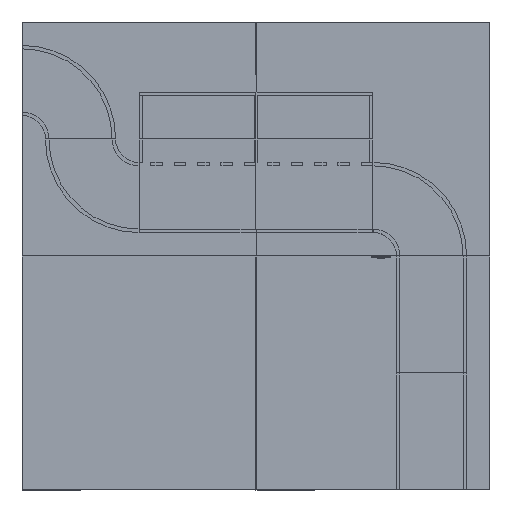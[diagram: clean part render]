
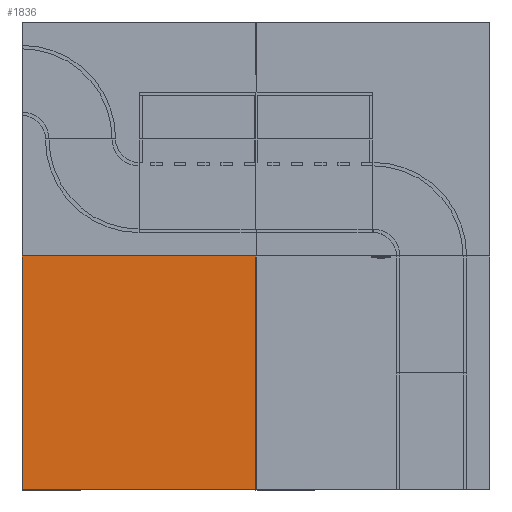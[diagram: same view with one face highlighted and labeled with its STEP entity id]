
A CAD part, top view. The second image highlights one B-rep face of the part: STEP entity #1836.
In plain terms, the highlighted planar face has unit normal (0, 0, 1).
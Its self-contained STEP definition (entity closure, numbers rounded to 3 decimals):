
#346=FACE_OUTER_BOUND('',#451,.T.);
#451=EDGE_LOOP('',(#1321,#1322,#1323,#1324));
#555=LINE('',#3049,#751);
#558=LINE('',#3055,#754);
#561=LINE('',#3061,#757);
#564=LINE('',#3065,#760);
#751=VECTOR('',#2455,10.);
#754=VECTOR('',#2460,10.);
#757=VECTOR('',#2465,10.);
#760=VECTOR('',#2470,10.);
#947=VERTEX_POINT('',#3046);
#948=VERTEX_POINT('',#3048);
#950=VERTEX_POINT('',#3054);
#952=VERTEX_POINT('',#3060);
#1091=EDGE_CURVE('',#948,#947,#555,.T.);
#1094=EDGE_CURVE('',#950,#948,#558,.T.);
#1097=EDGE_CURVE('',#952,#950,#561,.T.);
#1100=EDGE_CURVE('',#947,#952,#564,.T.);
#1321=ORIENTED_EDGE('',*,*,#1100,.T.);
#1322=ORIENTED_EDGE('',*,*,#1097,.T.);
#1323=ORIENTED_EDGE('',*,*,#1094,.T.);
#1324=ORIENTED_EDGE('',*,*,#1091,.T.);
#1741=PLANE('',#2253);
#1836=ADVANCED_FACE('',(#346),#1741,.T.);
#2253=AXIS2_PLACEMENT_3D('',#3066,#2471,#2472);
#2455=DIRECTION('',(1.,0.,0.));
#2460=DIRECTION('',(0.,-1.,0.));
#2465=DIRECTION('',(-1.,0.,0.));
#2470=DIRECTION('',(0.,1.,0.));
#2471=DIRECTION('center_axis',(0.,0.,1.));
#2472=DIRECTION('ref_axis',(1.,0.,0.));
#3046=CARTESIAN_POINT('',(1000.,0.,10.));
#3048=CARTESIAN_POINT('',(0.,0.,10.));
#3049=CARTESIAN_POINT('',(1000.,0.,10.));
#3054=CARTESIAN_POINT('',(0.,1000.,10.));
#3055=CARTESIAN_POINT('',(0.,0.,10.));
#3060=CARTESIAN_POINT('',(1000.,1000.,10.));
#3061=CARTESIAN_POINT('',(0.,1000.,10.));
#3065=CARTESIAN_POINT('',(1000.,1000.,10.));
#3066=CARTESIAN_POINT('Origin',(500.,500.,10.));
